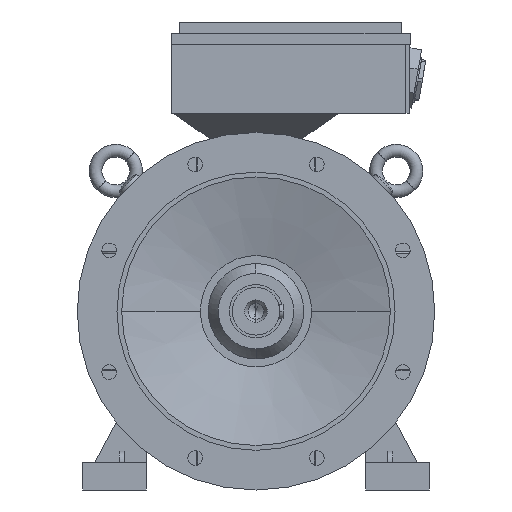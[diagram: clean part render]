
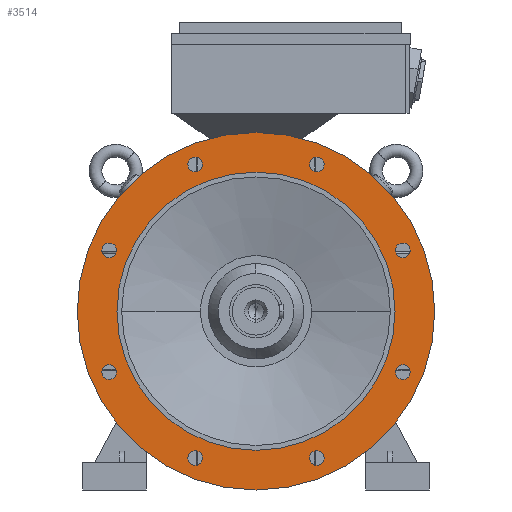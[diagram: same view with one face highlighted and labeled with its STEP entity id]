
A CAD part, left-side view. The second image highlights one B-rep face of the part: STEP entity #3514.
In plain terms, the highlighted planar face has unit normal (-1, 0, 0).
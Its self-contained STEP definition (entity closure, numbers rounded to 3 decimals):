
#3514=ADVANCED_FACE('',(#7107,#7108,#7109,#7110,#7111,#7112,#7113,#7114,#7115,#7116),#7117,.T.);
#7107=FACE_BOUND('',#10737,.T.);
#7108=FACE_BOUND('',#10738,.T.);
#7109=FACE_BOUND('',#10739,.T.);
#7110=FACE_BOUND('',#10740,.T.);
#7111=FACE_BOUND('',#10741,.T.);
#7112=FACE_BOUND('',#10742,.T.);
#7113=FACE_BOUND('',#10743,.T.);
#7114=FACE_BOUND('',#10744,.T.);
#7115=FACE_OUTER_BOUND('',#10745,.T.);
#7116=FACE_BOUND('',#10746,.T.);
#7117=PLANE('',#10747);
#10737=EDGE_LOOP('',(#21841,#21842));
#10738=EDGE_LOOP('',(#21843,#21844));
#10739=EDGE_LOOP('',(#21845,#21846));
#10740=EDGE_LOOP('',(#21847,#21848));
#10741=EDGE_LOOP('',(#21849,#21850));
#10742=EDGE_LOOP('',(#21851,#21852));
#10743=EDGE_LOOP('',(#21853,#21854));
#10744=EDGE_LOOP('',(#21855,#21856));
#10745=EDGE_LOOP('',(#21857,#21858));
#10746=EDGE_LOOP('',(#21859,#21860));
#10747=AXIS2_PLACEMENT_3D('',#21861,#21862,#21863);
#21841=ORIENTED_EDGE('',*,*,#26324,.T.);
#21842=ORIENTED_EDGE('',*,*,#22237,.T.);
#21843=ORIENTED_EDGE('',*,*,#26327,.T.);
#21844=ORIENTED_EDGE('',*,*,#22232,.T.);
#21845=ORIENTED_EDGE('',*,*,#26330,.T.);
#21846=ORIENTED_EDGE('',*,*,#22227,.T.);
#21847=ORIENTED_EDGE('',*,*,#26333,.T.);
#21848=ORIENTED_EDGE('',*,*,#22222,.T.);
#21849=ORIENTED_EDGE('',*,*,#26336,.T.);
#21850=ORIENTED_EDGE('',*,*,#22217,.T.);
#21851=ORIENTED_EDGE('',*,*,#26339,.T.);
#21852=ORIENTED_EDGE('',*,*,#22212,.T.);
#21853=ORIENTED_EDGE('',*,*,#26342,.T.);
#21854=ORIENTED_EDGE('',*,*,#22207,.T.);
#21855=ORIENTED_EDGE('',*,*,#26345,.T.);
#21856=ORIENTED_EDGE('',*,*,#22202,.T.);
#21857=ORIENTED_EDGE('',*,*,#22166,.F.);
#21858=ORIENTED_EDGE('',*,*,#26385,.F.);
#21859=ORIENTED_EDGE('',*,*,#22173,.T.);
#21860=ORIENTED_EDGE('',*,*,#26383,.T.);
#21861=CARTESIAN_POINT('',(-88.0,200.0,0.0));
#21862=DIRECTION('',(-1.0,0.0,0.0));
#21863=DIRECTION('',(0.0,-1.0,0.0));
#22166=EDGE_CURVE('',#26677,#26680,#26681,.T.);
#22173=EDGE_CURVE('',#26687,#26691,#26693,.T.);
#22202=EDGE_CURVE('',#26742,#26739,#26743,.T.);
#22207=EDGE_CURVE('',#26751,#26748,#26752,.T.);
#22212=EDGE_CURVE('',#26760,#26757,#26761,.T.);
#22217=EDGE_CURVE('',#26769,#26766,#26770,.T.);
#22222=EDGE_CURVE('',#26778,#26775,#26779,.T.);
#22227=EDGE_CURVE('',#26787,#26784,#26788,.T.);
#22232=EDGE_CURVE('',#26796,#26793,#26797,.T.);
#22237=EDGE_CURVE('',#26805,#26802,#26806,.T.);
#26324=EDGE_CURVE('',#26802,#26805,#32894,.T.);
#26327=EDGE_CURVE('',#26793,#26796,#32897,.T.);
#26330=EDGE_CURVE('',#26784,#26787,#32900,.T.);
#26333=EDGE_CURVE('',#26775,#26778,#32903,.T.);
#26336=EDGE_CURVE('',#26766,#26769,#32906,.T.);
#26339=EDGE_CURVE('',#26757,#26760,#32909,.T.);
#26342=EDGE_CURVE('',#26748,#26751,#32912,.T.);
#26345=EDGE_CURVE('',#26739,#26742,#32915,.T.);
#26383=EDGE_CURVE('',#26691,#26687,#32953,.T.);
#26385=EDGE_CURVE('',#26680,#26677,#32955,.T.);
#26677=VERTEX_POINT('',#33501);
#26680=VERTEX_POINT('',#33505);
#26681=CIRCLE('',#33506,225.0);
#26687=VERTEX_POINT('',#33513);
#26691=VERTEX_POINT('',#33518);
#26693=CIRCLE('',#33521,175.0);
#26739=VERTEX_POINT('',#33575);
#26742=VERTEX_POINT('',#33579);
#26743=CIRCLE('',#33580,9.25);
#26748=VERTEX_POINT('',#33586);
#26751=VERTEX_POINT('',#33590);
#26752=CIRCLE('',#33591,9.25);
#26757=VERTEX_POINT('',#33597);
#26760=VERTEX_POINT('',#33601);
#26761=CIRCLE('',#33602,9.25);
#26766=VERTEX_POINT('',#33608);
#26769=VERTEX_POINT('',#33612);
#26770=CIRCLE('',#33613,9.25);
#26775=VERTEX_POINT('',#33619);
#26778=VERTEX_POINT('',#33623);
#26779=CIRCLE('',#33624,9.25);
#26784=VERTEX_POINT('',#33630);
#26787=VERTEX_POINT('',#33634);
#26788=CIRCLE('',#33635,9.25);
#26793=VERTEX_POINT('',#33641);
#26796=VERTEX_POINT('',#33645);
#26797=CIRCLE('',#33646,9.25);
#26802=VERTEX_POINT('',#33652);
#26805=VERTEX_POINT('',#33656);
#26806=CIRCLE('',#33657,9.25);
#32894=CIRCLE('',#53769,9.25);
#32897=CIRCLE('',#53772,9.25);
#32900=CIRCLE('',#53775,9.25);
#32903=CIRCLE('',#53778,9.25);
#32906=CIRCLE('',#53781,9.25);
#32909=CIRCLE('',#53784,9.25);
#32912=CIRCLE('',#53787,9.25);
#32915=CIRCLE('',#53790,9.25);
#32953=CIRCLE('',#53836,175.0);
#32955=CIRCLE('',#53838,225.0);
#33501=CARTESIAN_POINT('',(-88.0,225.0,0.0));
#33505=CARTESIAN_POINT('',(-88.0,-225.0,0.));
#33506=AXIS2_PLACEMENT_3D('',#54080,#54081,#54082);
#33513=CARTESIAN_POINT('',(-88.0,175.0,0.0));
#33518=CARTESIAN_POINT('',(-88.0,-175.0,0.));
#33521=AXIS2_PLACEMENT_3D('',#54092,#54093,#54094);
#33575=CARTESIAN_POINT('',(-88.0,-80.077,193.322));
#33579=CARTESIAN_POINT('',(-88.0,-72.997,176.23));
#33580=AXIS2_PLACEMENT_3D('',#54143,#54144,#54145);
#33586=CARTESIAN_POINT('',(-88.0,80.077,193.322));
#33590=CARTESIAN_POINT('',(-88.0,72.997,176.23));
#33591=AXIS2_PLACEMENT_3D('',#54151,#54152,#54153);
#33597=CARTESIAN_POINT('',(-88.0,193.322,80.077));
#33601=CARTESIAN_POINT('',(-88.0,176.23,72.997));
#33602=AXIS2_PLACEMENT_3D('',#54159,#54160,#54161);
#33608=CARTESIAN_POINT('',(-88.0,193.322,-80.077));
#33612=CARTESIAN_POINT('',(-88.0,176.23,-72.997));
#33613=AXIS2_PLACEMENT_3D('',#54167,#54168,#54169);
#33619=CARTESIAN_POINT('',(-88.0,80.077,-193.322));
#33623=CARTESIAN_POINT('',(-88.0,72.997,-176.23));
#33624=AXIS2_PLACEMENT_3D('',#54175,#54176,#54177);
#33630=CARTESIAN_POINT('',(-88.0,-80.077,-193.322));
#33634=CARTESIAN_POINT('',(-88.0,-72.997,-176.23));
#33635=AXIS2_PLACEMENT_3D('',#54183,#54184,#54185);
#33641=CARTESIAN_POINT('',(-88.0,-193.322,-80.077));
#33645=CARTESIAN_POINT('',(-88.0,-176.23,-72.997));
#33646=AXIS2_PLACEMENT_3D('',#54191,#54192,#54193);
#33652=CARTESIAN_POINT('',(-88.0,-193.322,80.077));
#33656=CARTESIAN_POINT('',(-88.0,-176.23,72.997));
#33657=AXIS2_PLACEMENT_3D('',#54199,#54200,#54201);
#53769=AXIS2_PLACEMENT_3D('',#57764,#57765,#57766);
#53772=AXIS2_PLACEMENT_3D('',#57770,#57771,#57772);
#53775=AXIS2_PLACEMENT_3D('',#57776,#57777,#57778);
#53778=AXIS2_PLACEMENT_3D('',#57782,#57783,#57784);
#53781=AXIS2_PLACEMENT_3D('',#57788,#57789,#57790);
#53784=AXIS2_PLACEMENT_3D('',#57794,#57795,#57796);
#53787=AXIS2_PLACEMENT_3D('',#57800,#57801,#57802);
#53790=AXIS2_PLACEMENT_3D('',#57806,#57807,#57808);
#53836=AXIS2_PLACEMENT_3D('',#57841,#57842,#57843);
#53838=AXIS2_PLACEMENT_3D('',#57844,#57845,#57846);
#54080=CARTESIAN_POINT('',(-88.0,0.0,0.0));
#54081=DIRECTION('',(1.0,0.0,0.0));
#54082=DIRECTION('',(0.0,1.0,0.0));
#54092=CARTESIAN_POINT('',(-88.0,0.0,0.0));
#54093=DIRECTION('',(1.0,0.0,0.0));
#54094=DIRECTION('',(0.0,1.0,0.0));
#54143=CARTESIAN_POINT('',(-88.0,-76.537,184.776));
#54144=DIRECTION('',(1.0,0.0,-0.0));
#54145=DIRECTION('',(0.0,-0.383,0.924));
#54151=CARTESIAN_POINT('',(-88.0,76.537,184.776));
#54152=DIRECTION('',(1.0,0.0,-0.0));
#54153=DIRECTION('',(0.0,0.383,0.924));
#54159=CARTESIAN_POINT('',(-88.0,184.776,76.537));
#54160=DIRECTION('',(1.0,0.0,-0.0));
#54161=DIRECTION('',(0.0,0.924,0.383));
#54167=CARTESIAN_POINT('',(-88.0,184.776,-76.537));
#54168=DIRECTION('',(1.0,-0.0,0.0));
#54169=DIRECTION('',(0.0,0.924,-0.383));
#54175=CARTESIAN_POINT('',(-88.0,76.537,-184.776));
#54176=DIRECTION('',(1.0,-0.0,0.0));
#54177=DIRECTION('',(0.0,0.383,-0.924));
#54183=CARTESIAN_POINT('',(-88.0,-76.537,-184.776));
#54184=DIRECTION('',(1.0,0.0,0.0));
#54185=DIRECTION('',(0.0,-0.383,-0.924));
#54191=CARTESIAN_POINT('',(-88.0,-184.776,-76.537));
#54192=DIRECTION('',(1.0,0.0,0.0));
#54193=DIRECTION('',(0.0,-0.924,-0.383));
#54199=CARTESIAN_POINT('',(-88.0,-184.776,76.537));
#54200=DIRECTION('',(1.0,0.0,-0.0));
#54201=DIRECTION('',(0.0,-0.924,0.383));
#57764=CARTESIAN_POINT('',(-88.0,-184.776,76.537));
#57765=DIRECTION('',(1.0,0.0,-0.0));
#57766=DIRECTION('',(0.0,-0.924,0.383));
#57770=CARTESIAN_POINT('',(-88.0,-184.776,-76.537));
#57771=DIRECTION('',(1.0,0.0,0.0));
#57772=DIRECTION('',(0.0,-0.924,-0.383));
#57776=CARTESIAN_POINT('',(-88.0,-76.537,-184.776));
#57777=DIRECTION('',(1.0,0.0,0.0));
#57778=DIRECTION('',(0.0,-0.383,-0.924));
#57782=CARTESIAN_POINT('',(-88.0,76.537,-184.776));
#57783=DIRECTION('',(1.0,-0.0,0.0));
#57784=DIRECTION('',(0.0,0.383,-0.924));
#57788=CARTESIAN_POINT('',(-88.0,184.776,-76.537));
#57789=DIRECTION('',(1.0,-0.0,0.0));
#57790=DIRECTION('',(0.0,0.924,-0.383));
#57794=CARTESIAN_POINT('',(-88.0,184.776,76.537));
#57795=DIRECTION('',(1.0,0.0,-0.0));
#57796=DIRECTION('',(0.0,0.924,0.383));
#57800=CARTESIAN_POINT('',(-88.0,76.537,184.776));
#57801=DIRECTION('',(1.0,0.0,-0.0));
#57802=DIRECTION('',(0.0,0.383,0.924));
#57806=CARTESIAN_POINT('',(-88.0,-76.537,184.776));
#57807=DIRECTION('',(1.0,0.0,-0.0));
#57808=DIRECTION('',(0.0,-0.383,0.924));
#57841=CARTESIAN_POINT('',(-88.0,0.0,0.0));
#57842=DIRECTION('',(1.0,0.0,0.0));
#57843=DIRECTION('',(0.0,1.0,0.0));
#57844=CARTESIAN_POINT('',(-88.0,0.0,0.0));
#57845=DIRECTION('',(1.0,0.0,0.0));
#57846=DIRECTION('',(0.0,1.0,0.0));
